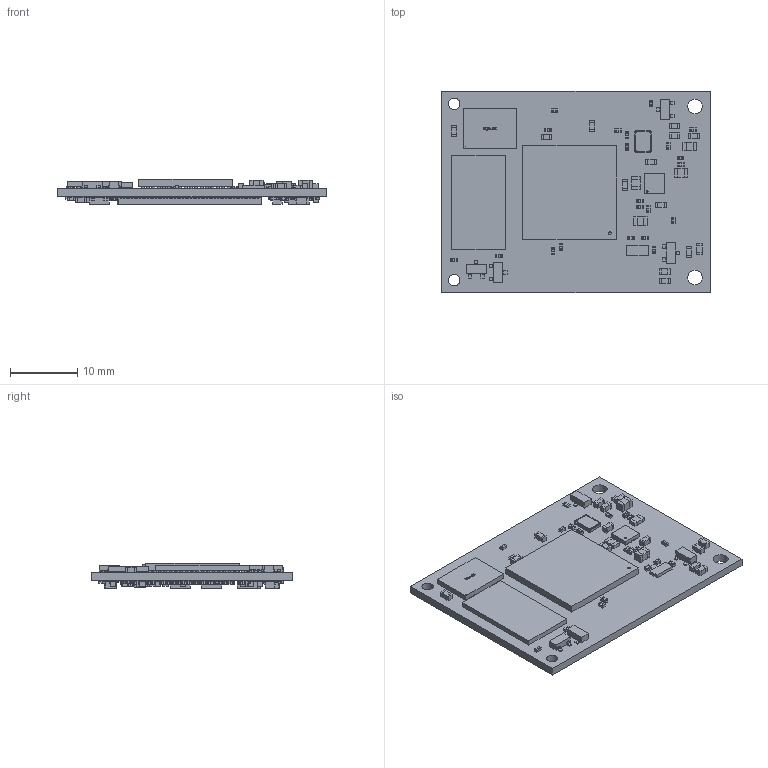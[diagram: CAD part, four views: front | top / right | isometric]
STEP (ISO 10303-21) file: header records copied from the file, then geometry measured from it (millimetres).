
FILE_DESCRIPTION(('Open CASCADE Model'),'2;1');
FILE_NAME('Open CASCADE Shape Model','2017-03-26T15:07:25',('Author'),( 'Open CASCADE'),'Open CASCADE STEP processor 6.8','Open CASCADE 6.8' ,'Unknown');
FILE_SCHEMA(('AUTOMOTIVE_DESIGN { 1 0 10303 214 1 1 1 1 }'));
Length unit declared in the file: millimetre
Products named in the file (267): PCB; Board; R26; 1021200944; Extruded; 1021201216; 1021201080; C12; 1021202304; 1021202440; 1021202576; C10; 1021200400; 1021200264; 1021200128; DS3; 1021201896; 1021202032; 1021202168; R22; C38; C37; C32; C18; R18; DS2; DS1; R41; R39; 1021200536; 1021200672; 1021200808; C116; C115; C113; 1021202712; 1021202848; 1021202984; U5; User_Library-BGA_24 ...
Assembly tree (1308 placements, depth 4):
  PCB
    Board
    R26
      1021200944  x2
        Extruded
      1021201216  x2
        Extruded
      1021201080
        Extruded
    C12
      1021202304
        Extruded
      1021202440
        Extruded
      1021202576
        Extruded
    C10
      1021200400
        Extruded
      1021200264
        Extruded
      1021200128
        Extruded
    DS3
      1021201896
        Extruded
      1021202032  x3
        Extruded
      1021202168  x3
        Extruded
    R22
      1021200944  x2
        Extruded
      1021201216  x2
        Extruded
      1021201080
        Extruded
    C38
      1021200400
        Extruded
      1021200264
        Extruded
      1021200128
        Extruded
    C37
      1021200400
        Extruded
      1021200264
        Extruded
      1021200128
        Extruded
    C32
      1021202304
        Extruded
      1021202440
        Extruded
      1021202576
        Extruded
    C18
      1021202304
Bounding box: 40 x 30 x 3.75 mm (x, y, z)
Volume: 1946.1 mm3; surface area: 5108.6 mm2
Topology: 1102 solids, 1102 shells, 7573 faces, 18422 edges, 12276 vertices
Faces by surface type: plane 6194, cylinder 906, sphere 433, bspline 24, cone 16
Full cylindrical faces by diameter (mm): 0.3 x1, 0.4 x1, 1.7 x2, 2.2 x2
Entity records: 195679 total; most frequent: CARTESIAN_POINT 80149, DIRECTION 20698, LINE 11685, VECTOR 11685, ORIENTED_EDGE 10694, PCURVE 10694, DEFINITIONAL_REPRESENTATION 10694, EDGE_CURVE 5347
